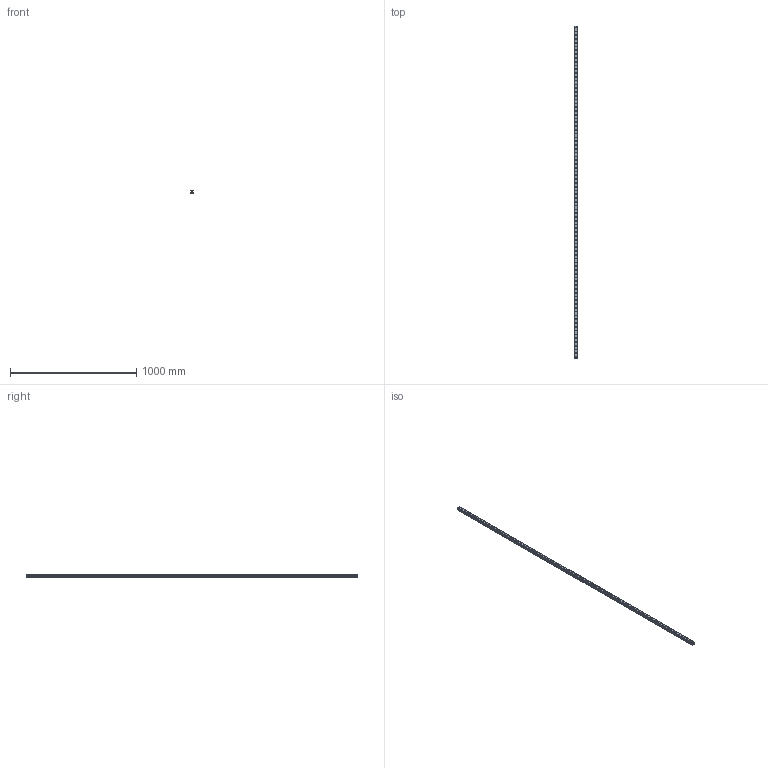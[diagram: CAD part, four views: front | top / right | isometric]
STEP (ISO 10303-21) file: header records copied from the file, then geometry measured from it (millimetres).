
FILE_DESCRIPTION(('STEP AP214'),'1');
FILE_NAME('cctmp_046303A6-66D9-48AD-8AFD-49790A3A8319_2021_03_10_12_03_19_0894..stp','2021-03-10T11:03:20',('HIWIN GmbH'),('CADClick - www.CADClick.com'),'Spatial InterOp 3D',' ','unknown authorization');
FILE_SCHEMA(('AUTOMOTIVE_DESIGN'));
Length unit declared in the file: millimetre
Products named in the file (1): RGR25R2630H_FILE
Bounding box: 23 x 2630 x 23.6 mm (x, y, z)
Volume: 1054233.8 mm3; surface area: 326708.5 mm2
Topology: 1 solids, 1 shells, 909 faces, 1917 edges, 1278 vertices
Faces by surface type: cylinder 546, plane 363
Entity records: 32179 total; most frequent: DIRECTION 4829, CARTESIAN_POINT 4105, ORIENTED_EDGE 3834, AXIS2_PLACEMENT_3D 2002, EDGE_CURVE 1917, VERTEX_POINT 1278, EDGE_LOOP 1177, CIRCLE 1092
